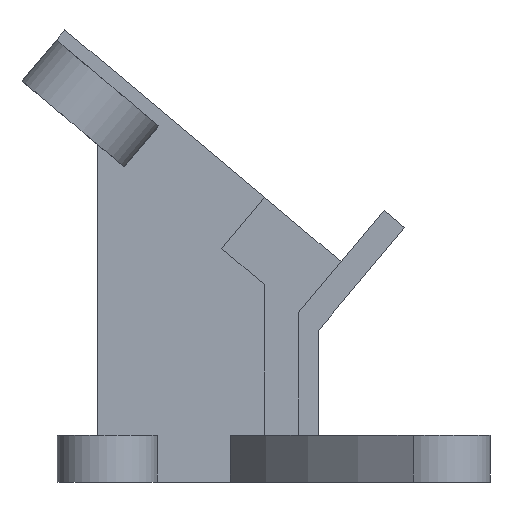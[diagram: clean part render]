
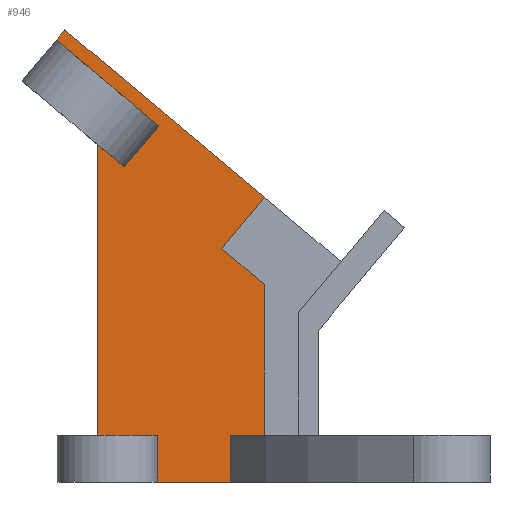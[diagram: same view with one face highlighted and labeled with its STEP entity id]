
A CAD part, left-side view. The second image highlights one B-rep face of the part: STEP entity #946.
In plain terms, the highlighted planar face has unit normal (-1, 0, 0).
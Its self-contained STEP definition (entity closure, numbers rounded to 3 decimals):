
#62=FACE_OUTER_BOUND('',#118,.T.);
#118=EDGE_LOOP('',(#727,#728,#729,#730,#731,#732,#733,#734,#735,#736,#737,
#738,#739,#740));
#188=LINE('',#1359,#293);
#193=LINE('',#1382,#298);
#201=LINE('',#1405,#306);
#213=LINE('',#1439,#318);
#222=LINE('',#1464,#327);
#223=LINE('',#1468,#328);
#224=LINE('',#1470,#329);
#225=LINE('',#1472,#330);
#226=LINE('',#1474,#331);
#227=LINE('',#1476,#332);
#228=LINE('',#1478,#333);
#229=LINE('',#1480,#334);
#230=LINE('',#1482,#335);
#231=LINE('',#1483,#336);
#293=VECTOR('',#1088,10.);
#298=VECTOR('',#1107,10.);
#306=VECTOR('',#1129,10.);
#318=VECTOR('',#1161,10.);
#327=VECTOR('',#1194,10.);
#328=VECTOR('',#1199,10.);
#329=VECTOR('',#1200,10.);
#330=VECTOR('',#1201,10.);
#331=VECTOR('',#1202,10.);
#332=VECTOR('',#1203,10.);
#333=VECTOR('',#1204,10.);
#334=VECTOR('',#1205,10.);
#335=VECTOR('',#1206,10.);
#336=VECTOR('',#1207,10.);
#402=VERTEX_POINT('',#1356);
#403=VERTEX_POINT('',#1358);
#413=VERTEX_POINT('',#1379);
#414=VERTEX_POINT('',#1381);
#422=VERTEX_POINT('',#1403);
#434=VERTEX_POINT('',#1437);
#439=VERTEX_POINT('',#1467);
#440=VERTEX_POINT('',#1469);
#441=VERTEX_POINT('',#1471);
#442=VERTEX_POINT('',#1473);
#443=VERTEX_POINT('',#1475);
#444=VERTEX_POINT('',#1477);
#445=VERTEX_POINT('',#1479);
#446=VERTEX_POINT('',#1481);
#493=EDGE_CURVE('',#403,#402,#188,.T.);
#504=EDGE_CURVE('',#414,#413,#193,.T.);
#516=EDGE_CURVE('',#422,#413,#201,.T.);
#533=EDGE_CURVE('',#434,#422,#213,.T.);
#547=EDGE_CURVE('',#434,#403,#222,.T.);
#548=EDGE_CURVE('',#402,#439,#223,.T.);
#549=EDGE_CURVE('',#439,#440,#224,.T.);
#550=EDGE_CURVE('',#440,#441,#225,.T.);
#551=EDGE_CURVE('',#441,#442,#226,.T.);
#552=EDGE_CURVE('',#443,#442,#227,.T.);
#553=EDGE_CURVE('',#443,#444,#228,.T.);
#554=EDGE_CURVE('',#444,#445,#229,.T.);
#555=EDGE_CURVE('',#445,#446,#230,.T.);
#556=EDGE_CURVE('',#446,#414,#231,.T.);
#727=ORIENTED_EDGE('',*,*,#516,.F.);
#728=ORIENTED_EDGE('',*,*,#533,.F.);
#729=ORIENTED_EDGE('',*,*,#547,.T.);
#730=ORIENTED_EDGE('',*,*,#493,.T.);
#731=ORIENTED_EDGE('',*,*,#548,.T.);
#732=ORIENTED_EDGE('',*,*,#549,.T.);
#733=ORIENTED_EDGE('',*,*,#550,.T.);
#734=ORIENTED_EDGE('',*,*,#551,.T.);
#735=ORIENTED_EDGE('',*,*,#552,.F.);
#736=ORIENTED_EDGE('',*,*,#553,.T.);
#737=ORIENTED_EDGE('',*,*,#554,.T.);
#738=ORIENTED_EDGE('',*,*,#555,.T.);
#739=ORIENTED_EDGE('',*,*,#556,.T.);
#740=ORIENTED_EDGE('',*,*,#504,.T.);
#902=PLANE('',#1032);
#946=ADVANCED_FACE('',(#62),#902,.T.);
#1032=AXIS2_PLACEMENT_3D('',#1466,#1197,#1198);
#1088=DIRECTION('',(0.,-1.,0.));
#1107=DIRECTION('',(0.,-1.,0.));
#1129=DIRECTION('',(0.,0.,1.));
#1161=DIRECTION('',(0.,1.,0.));
#1194=DIRECTION('',(0.,0.,1.));
#1197=DIRECTION('center_axis',(-1.,0.,0.));
#1198=DIRECTION('ref_axis',(0.,-1.,0.));
#1199=DIRECTION('',(0.,0.,1.));
#1200=DIRECTION('',(0.,0.766,0.643));
#1201=DIRECTION('',(0.,-0.643,0.766));
#1202=DIRECTION('',(0.,0.766,0.643));
#1203=DIRECTION('',(0.,-0.643,0.766));
#1204=DIRECTION('',(0.,-0.766,-0.643));
#1205=DIRECTION('',(0.,0.643,-0.766));
#1206=DIRECTION('',(0.,0.766,0.643));
#1207=DIRECTION('',(0.,0.,-1.));
#1356=CARTESIAN_POINT('',(14.726,-139.905,113.5));
#1358=CARTESIAN_POINT('',(14.726,-137.357,113.5));
#1359=CARTESIAN_POINT('',(14.726,-140.246,113.5));
#1379=CARTESIAN_POINT('',(14.726,-131.882,113.5));
#1381=CARTESIAN_POINT('',(14.726,-127.382,113.5));
#1382=CARTESIAN_POINT('',(14.726,-140.246,113.5));
#1403=CARTESIAN_POINT('',(14.726,-131.882,110.));
#1405=CARTESIAN_POINT('',(14.726,-131.882,111.5));
#1437=CARTESIAN_POINT('',(14.726,-137.357,110.));
#1439=CARTESIAN_POINT('',(14.726,-131.882,110.));
#1464=CARTESIAN_POINT('',(14.726,-137.357,114.5));
#1466=CARTESIAN_POINT('Origin',(14.726,-131.882,111.5));
#1467=CARTESIAN_POINT('',(14.726,-139.905,124.794));
#1468=CARTESIAN_POINT('',(14.726,-139.905,131.321));
#1469=CARTESIAN_POINT('',(14.726,-136.691,127.491));
#1470=CARTESIAN_POINT('',(14.726,-140.473,124.317));
#1471=CARTESIAN_POINT('',(14.726,-139.905,131.321));
#1472=CARTESIAN_POINT('',(14.726,-133.612,123.82));
#1473=CARTESIAN_POINT('',(14.726,-124.967,143.855));
#1474=CARTESIAN_POINT('',(14.726,-145.651,126.5));
#1475=CARTESIAN_POINT('',(14.726,-124.325,143.089));
#1476=CARTESIAN_POINT('',(14.726,-123.36,141.94));
#1477=CARTESIAN_POINT('',(14.726,-131.985,136.661));
#1478=CARTESIAN_POINT('',(14.726,-124.325,143.089));
#1479=CARTESIAN_POINT('',(14.726,-129.414,133.597));
#1480=CARTESIAN_POINT('',(14.726,-127.941,131.842));
#1481=CARTESIAN_POINT('',(14.726,-127.382,135.302));
#1482=CARTESIAN_POINT('',(14.726,-133.313,130.326));
#1483=CARTESIAN_POINT('',(14.726,-127.382,119.5));
